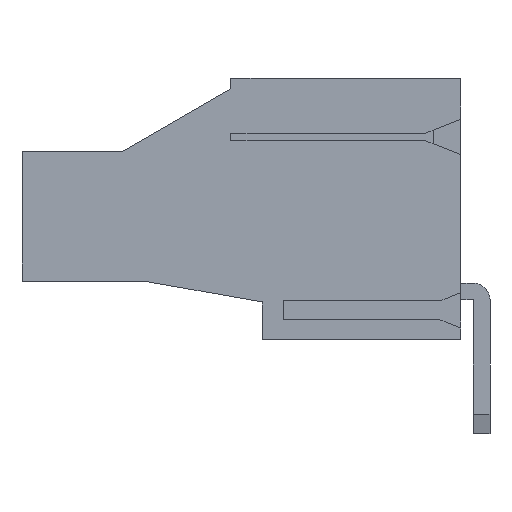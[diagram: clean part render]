
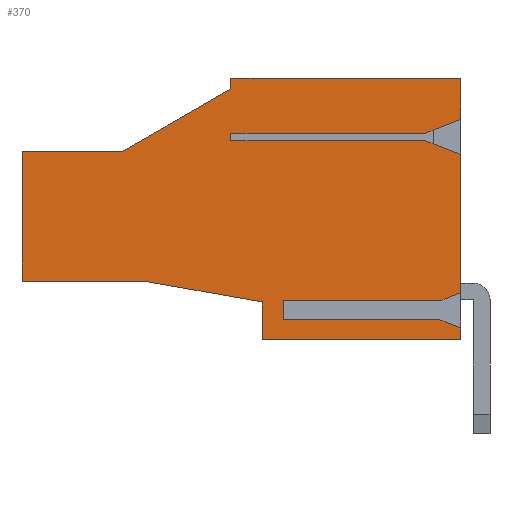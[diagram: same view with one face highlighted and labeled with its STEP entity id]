
A CAD part, left-side view. The second image highlights one B-rep face of the part: STEP entity #370.
In plain terms, the highlighted planar face has unit normal (-1, 0, 0).
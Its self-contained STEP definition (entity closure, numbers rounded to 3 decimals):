
#370 = ADVANCED_FACE( '', ( #883 ), #884, .T. );
#883 = FACE_OUTER_BOUND( '', #1538, .T. );
#884 = PLANE( '', #1539 );
#1538 = EDGE_LOOP( '', ( #2597, #2598, #2599, #2600, #2601, #2602, #2603, #2604, #2605, #2606, #2607, #2608, #2609, #2610, #2611, #2612, #2613, #2614, #2615, #2616, #2617, #2618 ) );
#1539 = AXIS2_PLACEMENT_3D( '', #2619, #2620, #2621 );
#2597 = ORIENTED_EDGE( '', *, *, #4290, .T. );
#2598 = ORIENTED_EDGE( '', *, *, #4285, .T. );
#2599 = ORIENTED_EDGE( '', *, *, #4179, .T. );
#2600 = ORIENTED_EDGE( '', *, *, #3989, .T. );
#2601 = ORIENTED_EDGE( '', *, *, #4291, .T. );
#2602 = ORIENTED_EDGE( '', *, *, #4292, .T. );
#2603 = ORIENTED_EDGE( '', *, *, #4293, .T. );
#2604 = ORIENTED_EDGE( '', *, *, #4294, .T. );
#2605 = ORIENTED_EDGE( '', *, *, #4295, .T. );
#2606 = ORIENTED_EDGE( '', *, *, #4296, .T. );
#2607 = ORIENTED_EDGE( '', *, *, #4297, .T. );
#2608 = ORIENTED_EDGE( '', *, *, #4298, .T. );
#2609 = ORIENTED_EDGE( '', *, *, #4299, .F. );
#2610 = ORIENTED_EDGE( '', *, *, #4300, .F. );
#2611 = ORIENTED_EDGE( '', *, *, #4301, .T. );
#2612 = ORIENTED_EDGE( '', *, *, #4302, .T. );
#2613 = ORIENTED_EDGE( '', *, *, #4303, .T. );
#2614 = ORIENTED_EDGE( '', *, *, #4304, .T. );
#2615 = ORIENTED_EDGE( '', *, *, #4069, .F. );
#2616 = ORIENTED_EDGE( '', *, *, #4305, .F. );
#2617 = ORIENTED_EDGE( '', *, *, #4306, .T. );
#2618 = ORIENTED_EDGE( '', *, *, #4307, .T. );
#2619 = CARTESIAN_POINT( '', ( -39.61, -83.045, -33.5 ) );
#2620 = DIRECTION( '', ( -1., 0., 0. ) );
#2621 = DIRECTION( '', ( 0., 1., 0. ) );
#3989 = EDGE_CURVE( '', #4805, #4809, #4811, .T. );
#4069 = EDGE_CURVE( '', #4951, #4952, #4953, .T. );
#4179 = EDGE_CURVE( '', #5132, #4805, #5135, .T. );
#4285 = EDGE_CURVE( '', #5302, #5132, #5305, .T. );
#4290 = EDGE_CURVE( '', #5310, #5302, #5311, .T. );
#4291 = EDGE_CURVE( '', #4809, #5312, #5313, .T. );
#4292 = EDGE_CURVE( '', #5312, #5314, #5315, .T. );
#4293 = EDGE_CURVE( '', #5314, #5316, #5317, .T. );
#4294 = EDGE_CURVE( '', #5316, #5318, #5319, .T. );
#4295 = EDGE_CURVE( '', #5318, #5320, #5321, .T. );
#4296 = EDGE_CURVE( '', #5320, #5322, #5323, .T. );
#4297 = EDGE_CURVE( '', #5322, #5324, #5325, .T. );
#4298 = EDGE_CURVE( '', #5324, #5326, #5327, .T. );
#4299 = EDGE_CURVE( '', #5328, #5326, #5329, .T. );
#4300 = EDGE_CURVE( '', #5330, #5328, #5331, .T. );
#4301 = EDGE_CURVE( '', #5330, #5332, #5333, .T. );
#4302 = EDGE_CURVE( '', #5332, #5334, #5335, .T. );
#4303 = EDGE_CURVE( '', #5334, #5336, #5337, .T. );
#4304 = EDGE_CURVE( '', #5336, #4952, #5338, .T. );
#4305 = EDGE_CURVE( '', #5339, #4951, #5340, .T. );
#4306 = EDGE_CURVE( '', #5339, #5341, #5342, .T. );
#4307 = EDGE_CURVE( '', #5341, #5310, #5343, .T. );
#4805 = VERTEX_POINT( '', #5991 );
#4809 = VERTEX_POINT( '', #5997 );
#4811 = LINE( '', #6000, #6001 );
#4951 = VERTEX_POINT( '', #6199 );
#4952 = VERTEX_POINT( '', #6200 );
#4953 = LINE( '', #6201, #6202 );
#5132 = VERTEX_POINT( '', #6461 );
#5135 = LINE( '', #6466, #6467 );
#5302 = VERTEX_POINT( '', #6704 );
#5305 = LINE( '', #6709, #6710 );
#5310 = VERTEX_POINT( '', #6717 );
#5311 = LINE( '', #6718, #6719 );
#5312 = VERTEX_POINT( '', #6720 );
#5313 = LINE( '', #6721, #6722 );
#5314 = VERTEX_POINT( '', #6723 );
#5315 = LINE( '', #6724, #6725 );
#5316 = VERTEX_POINT( '', #6726 );
#5317 = LINE( '', #6727, #6728 );
#5318 = VERTEX_POINT( '', #6729 );
#5319 = LINE( '', #6730, #6731 );
#5320 = VERTEX_POINT( '', #6732 );
#5321 = LINE( '', #6733, #6734 );
#5322 = VERTEX_POINT( '', #6735 );
#5323 = LINE( '', #6736, #6737 );
#5324 = VERTEX_POINT( '', #6738 );
#5325 = LINE( '', #6739, #6740 );
#5326 = VERTEX_POINT( '', #6741 );
#5327 = LINE( '', #6742, #6743 );
#5328 = VERTEX_POINT( '', #6744 );
#5329 = LINE( '', #6745, #6746 );
#5330 = VERTEX_POINT( '', #6747 );
#5331 = LINE( '', #6748, #6749 );
#5332 = VERTEX_POINT( '', #6750 );
#5333 = LINE( '', #6751, #6752 );
#5334 = VERTEX_POINT( '', #6753 );
#5335 = LINE( '', #6754, #6755 );
#5336 = VERTEX_POINT( '', #6756 );
#5337 = LINE( '', #6757, #6758 );
#5338 = LINE( '', #6759, #6760 );
#5339 = VERTEX_POINT( '', #6761 );
#5340 = LINE( '', #6762, #6763 );
#5341 = VERTEX_POINT( '', #6764 );
#5342 = LINE( '', #6765, #6766 );
#5343 = LINE( '', #6767, #6768 );
#5991 = CARTESIAN_POINT( '', ( -39.61, -87.849, -33.5 ) );
#5997 = CARTESIAN_POINT( '', ( -39.61, -83.045, -33.5 ) );
#6000 = CARTESIAN_POINT( '', ( -39.61, -83.045, -33.5 ) );
#6001 = VECTOR( '', #7567, 1000. );
#6199 = CARTESIAN_POINT( '', ( -39.61, -93.045, -32.614 ) );
#6200 = CARTESIAN_POINT( '', ( -39.61, -93.045, -32.986 ) );
#6201 = CARTESIAN_POINT( '', ( -39.61, -93.045, -33.25 ) );
#6202 = VECTOR( '', #7644, 1000. );
#6461 = CARTESIAN_POINT( '', ( -39.61, -93.045, -30.5 ) );
#6466 = CARTESIAN_POINT( '', ( -39.61, -87.849, -33.5 ) );
#6467 = VECTOR( '', #7748, 1000. );
#6704 = CARTESIAN_POINT( '', ( -39.61, -93.045, -30. ) );
#6709 = CARTESIAN_POINT( '', ( -39.61, -93.045, -30.5 ) );
#6710 = VECTOR( '', #7854, 1000. );
#6717 = CARTESIAN_POINT( '', ( -39.61, -104.045, -30. ) );
#6718 = CARTESIAN_POINT( '', ( -39.61, -93.045, -30. ) );
#6719 = VECTOR( '', #7857, 1000. );
#6720 = CARTESIAN_POINT( '', ( -39.61, -83.045, -39.7 ) );
#6721 = CARTESIAN_POINT( '', ( -39.61, -83.045, -39.7 ) );
#6722 = VECTOR( '', #7858, 1000. );
#6723 = CARTESIAN_POINT( '', ( -39.61, -88.874, -39.7 ) );
#6724 = CARTESIAN_POINT( '', ( -39.61, -88.874, -39.7 ) );
#6725 = VECTOR( '', #7859, 1000. );
#6726 = CARTESIAN_POINT( '', ( -39.61, -94.545, -40.7 ) );
#6727 = CARTESIAN_POINT( '', ( -39.61, -94.545, -40.7 ) );
#6728 = VECTOR( '', #7860, 1000. );
#6729 = CARTESIAN_POINT( '', ( -39.61, -94.545, -42.5 ) );
#6730 = CARTESIAN_POINT( '', ( -39.61, -94.545, -42.5 ) );
#6731 = VECTOR( '', #7861, 1000. );
#6732 = CARTESIAN_POINT( '', ( -39.61, -104.045, -42.5 ) );
#6733 = CARTESIAN_POINT( '', ( -39.61, -104.045, -42.5 ) );
#6734 = VECTOR( '', #7862, 1000. );
#6735 = CARTESIAN_POINT( '', ( -39.61, -104.045, -41.944 ) );
#6736 = CARTESIAN_POINT( '', ( -39.61, -104.045, -30. ) );
#6737 = VECTOR( '', #7863, 1000. );
#6738 = CARTESIAN_POINT( '', ( -39.61, -103.045, -41.55 ) );
#6739 = CARTESIAN_POINT( '', ( -39.61, -82.989, -33.643 ) );
#6740 = VECTOR( '', #7864, 1000. );
#6741 = CARTESIAN_POINT( '', ( -39.61, -95.545, -41.55 ) );
#6742 = CARTESIAN_POINT( '', ( -39.61, -106.545, -41.55 ) );
#6743 = VECTOR( '', #7865, 1000. );
#6744 = CARTESIAN_POINT( '', ( -39.61, -95.545, -40.65 ) );
#6745 = CARTESIAN_POINT( '', ( -39.61, -95.545, -41.55 ) );
#6746 = VECTOR( '', #7866, 1000. );
#6747 = CARTESIAN_POINT( '', ( -39.61, -103.045, -40.65 ) );
#6748 = CARTESIAN_POINT( '', ( -39.61, -106.545, -40.65 ) );
#6749 = VECTOR( '', #7867, 1000. );
#6750 = CARTESIAN_POINT( '', ( -39.61, -104.045, -40.256 ) );
#6751 = CARTESIAN_POINT( '', ( -39.61, -88.176, -46.512 ) );
#6752 = VECTOR( '', #7868, 1000. );
#6753 = CARTESIAN_POINT( '', ( -39.61, -104.045, -33.644 ) );
#6754 = CARTESIAN_POINT( '', ( -39.61, -104.045, -30. ) );
#6755 = VECTOR( '', #7869, 1000. );
#6756 = CARTESIAN_POINT( '', ( -39.61, -102.375, -32.986 ) );
#6757 = CARTESIAN_POINT( '', ( -39.61, -85.821, -26.459 ) );
#6758 = VECTOR( '', #7870, 1000. );
#6759 = CARTESIAN_POINT( '', ( -39.61, -83.045, -32.986 ) );
#6760 = VECTOR( '', #7871, 1000. );
#6761 = CARTESIAN_POINT( '', ( -39.61, -102.375, -32.614 ) );
#6762 = CARTESIAN_POINT( '', ( -39.61, -104.045, -32.614 ) );
#6763 = VECTOR( '', #7872, 1000. );
#6764 = CARTESIAN_POINT( '', ( -39.61, -104.045, -31.956 ) );
#6765 = CARTESIAN_POINT( '', ( -39.61, -85.344, -39.329 ) );
#6766 = VECTOR( '', #7873, 1000. );
#6767 = CARTESIAN_POINT( '', ( -39.61, -104.045, -30. ) );
#6768 = VECTOR( '', #7874, 1000. );
#7567 = DIRECTION( '', ( 0., 1., 0. ) );
#7644 = DIRECTION( '', ( 0., 0., -1. ) );
#7748 = DIRECTION( '', ( 0., 0.866, -0.5 ) );
#7854 = DIRECTION( '', ( 0., 0., -1. ) );
#7857 = DIRECTION( '', ( 0., 1., 0. ) );
#7858 = DIRECTION( '', ( 0., 0., -1. ) );
#7859 = DIRECTION( '', ( 0., -1., 0. ) );
#7860 = DIRECTION( '', ( 0., -0.985, -0.174 ) );
#7861 = DIRECTION( '', ( 0., 0., -1. ) );
#7862 = DIRECTION( '', ( 0., -1., 0. ) );
#7863 = DIRECTION( '', ( 0., 0., 1. ) );
#7864 = DIRECTION( '', ( 0., 0.93, 0.367 ) );
#7865 = DIRECTION( '', ( 0., 1., 0. ) );
#7866 = DIRECTION( '', ( 0., 0., -1. ) );
#7867 = DIRECTION( '', ( 0., 1., 0. ) );
#7868 = DIRECTION( '', ( 0., -0.93, 0.367 ) );
#7869 = DIRECTION( '', ( 0., 0., 1. ) );
#7870 = DIRECTION( '', ( 0., 0.93, 0.367 ) );
#7871 = DIRECTION( '', ( 0., 1., 0. ) );
#7872 = DIRECTION( '', ( 0., 1., 0. ) );
#7873 = DIRECTION( '', ( 0., -0.93, 0.367 ) );
#7874 = DIRECTION( '', ( 0., 0., 1. ) );
